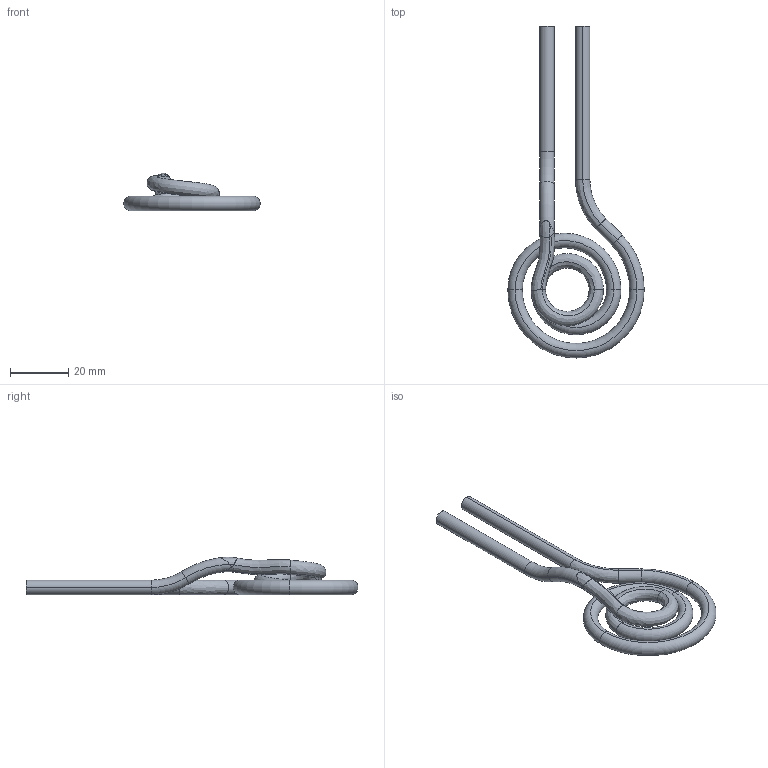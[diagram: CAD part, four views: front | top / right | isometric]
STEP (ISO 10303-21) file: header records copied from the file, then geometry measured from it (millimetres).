
FILE_DESCRIPTION(('CATIA V5 STEP Exchange','CAx-IF Rec.Pracs.--- Model Styling and Organization---1.4--- 2014-01-23'),'2;1');
FILE_NAME('HIVE COIL.stp','2019-11-25T10:20:07+00:00',('none'),('none'),'CATIA Version 5-6 Release 2018 SP4','CATIA V5 STEP AP214','none');
FILE_SCHEMA(('AUTOMOTIVE_DESIGN { 1 0 10303 214 1 1 1 1 }'));
Length unit declared in the file: millimetre
Products named in the file (1): HIVE COIL
Bounding box: 47 x 114.42 x 12.91 mm (x, y, z)
Volume: 8088.6 mm3; surface area: 6517.4 mm2
Topology: 1 solids, 1 shells, 40 faces, 90 edges, 48 vertices
Faces by surface type: bspline 18, torus 12, extrusion 4, revolution 2, plane 2, cylinder 2
Entity records: 3469 total; most frequent: CARTESIAN_POINT 2791, ORIENTED_EDGE 172, EDGE_CURVE 86, DIRECTION 60, B_SPLINE_CURVE_WITH_KNOTS 48, VERTEX_POINT 48, AXIS2_PLACEMENT_3D 40, ADVANCED_FACE 40
